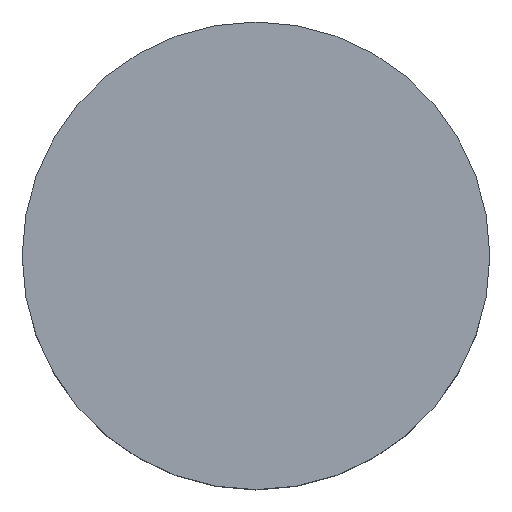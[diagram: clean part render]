
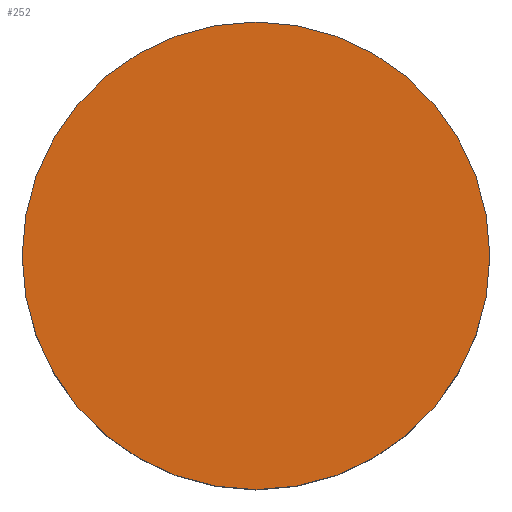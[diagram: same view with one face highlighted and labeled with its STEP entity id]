
A CAD part, top view. The second image highlights one B-rep face of the part: STEP entity #252.
In plain terms, the highlighted planar face has unit normal (0, 0, 1).
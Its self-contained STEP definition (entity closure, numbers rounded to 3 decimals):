
#39 = DIRECTION ( 'NONE',  ( 1., 0., 0. ) ) ;
#51 = CARTESIAN_POINT ( 'NONE',  ( 2.5, 0., 12. ) ) ;
#103 = CARTESIAN_POINT ( 'NONE',  ( 0., 0., 12. ) ) ;
#141 = ORIENTED_EDGE ( 'NONE', *, *, #621, .T. ) ;
#158 = EDGE_LOOP ( 'NONE', ( #141, #590 ) ) ;
#171 = DIRECTION ( 'NONE',  ( 0., 0., 1. ) ) ;
#210 = FACE_OUTER_BOUND ( 'NONE', #158, .T. ) ;
#251 = VERTEX_POINT ( 'NONE', #311 ) ;
#252 = ADVANCED_FACE ( 'NONE', ( #210 ), #424, .T. ) ;
#280 = CARTESIAN_POINT ( 'NONE',  ( 0., 0., 12. ) ) ;
#310 = CIRCLE ( 'NONE', #443, 2.5 ) ;
#311 = CARTESIAN_POINT ( 'NONE',  ( -2.5, 0., 12. ) ) ;
#320 = DIRECTION ( 'NONE',  ( 0., 0., 1. ) ) ;
#335 = CIRCLE ( 'NONE', #350, 2.5 ) ;
#350 = AXIS2_PLACEMENT_3D ( 'NONE', #103, #171, #601 ) ;
#367 = EDGE_CURVE ( 'NONE', #658, #251, #310, .T. ) ;
#424 = PLANE ( 'NONE',  #446 ) ;
#443 = AXIS2_PLACEMENT_3D ( 'NONE', #280, #603, #541 ) ;
#446 = AXIS2_PLACEMENT_3D ( 'NONE', #625, #320, #39 ) ;
#541 = DIRECTION ( 'NONE',  ( 1., 0., 0. ) ) ;
#590 = ORIENTED_EDGE ( 'NONE', *, *, #367, .T. ) ;
#601 = DIRECTION ( 'NONE',  ( 1., 0., 0. ) ) ;
#603 = DIRECTION ( 'NONE',  ( 0., 0., 1. ) ) ;
#621 = EDGE_CURVE ( 'NONE', #251, #658, #335, .T. ) ;
#625 = CARTESIAN_POINT ( 'NONE',  ( 0., 0., 12. ) ) ;
#658 = VERTEX_POINT ( 'NONE', #51 ) ;
